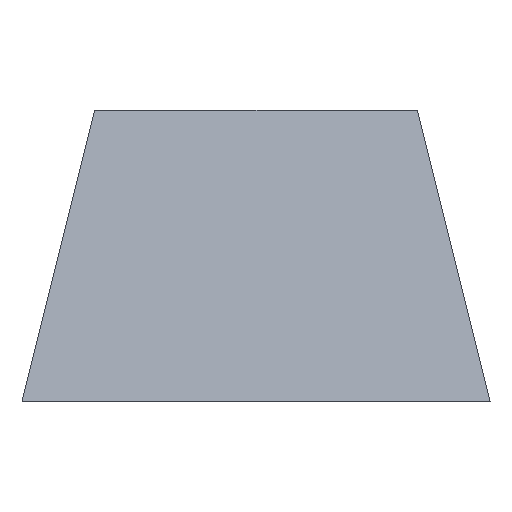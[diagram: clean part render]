
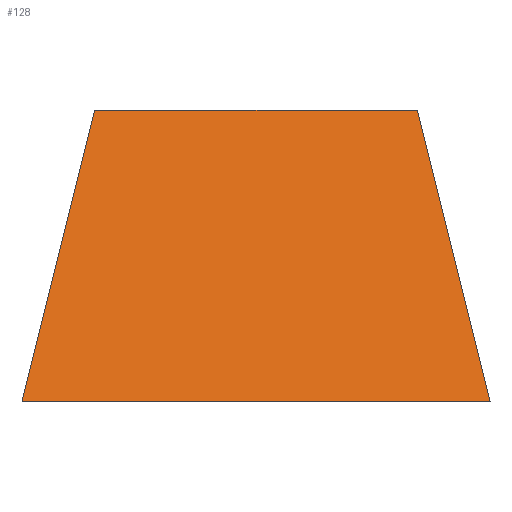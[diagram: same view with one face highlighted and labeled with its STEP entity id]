
A CAD part, left-side view. The second image highlights one B-rep face of the part: STEP entity #128.
In plain terms, the highlighted planar face has unit normal (-0.97, 0, 0.241).
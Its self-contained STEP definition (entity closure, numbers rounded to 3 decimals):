
#34=CARTESIAN_POINT('',(35.8,-31.038,11.4));
#35=VERTEX_POINT('',#34);
#50=CARTESIAN_POINT('',(32.962,-28.2,0.));
#51=VERTEX_POINT('',#50);
#58=CARTESIAN_POINT('',(32.962,-28.2,0.));
#59=DIRECTION('',(0.235,-0.235,0.943));
#60=VECTOR('',#59,12.086);
#61=LINE('',#58,#60);
#62=EDGE_CURVE('',#51,#35,#61,.T.);
#98=CARTESIAN_POINT('',(33.496,-37.35,2.145));
#99=DIRECTION('',(-0.97,0.,0.242));
#100=DIRECTION('',(0.242,0.,0.97));
#101=AXIS2_PLACEMENT_3D('',#98,#99,#100);
#102=PLANE('',#101);
#103=CARTESIAN_POINT('',(35.8,-43.663,11.4));
#104=VERTEX_POINT('',#103);
#105=CARTESIAN_POINT('',(35.8,-31.038,11.4));
#106=DIRECTION('',(-0.,-1.,-0.));
#107=VECTOR('',#106,12.625);
#108=LINE('',#105,#107);
#109=EDGE_CURVE('',#35,#104,#108,.T.);
#110=ORIENTED_EDGE('',*,*,#109,.F.);
#111=ORIENTED_EDGE('',*,*,#62,.F.);
#112=CARTESIAN_POINT('',(32.962,-46.5,0.));
#113=VERTEX_POINT('',#112);
#114=CARTESIAN_POINT('',(32.962,-28.2,0.));
#115=DIRECTION('',(-0.,-1.,-0.));
#116=VECTOR('',#115,18.3);
#117=LINE('',#114,#116);
#118=EDGE_CURVE('',#51,#113,#117,.T.);
#119=ORIENTED_EDGE('',*,*,#118,.T.);
#120=CARTESIAN_POINT('',(32.962,-46.5,0.));
#121=DIRECTION('',(0.235,0.235,0.943));
#122=VECTOR('',#121,12.086);
#123=LINE('',#120,#122);
#124=EDGE_CURVE('',#113,#104,#123,.T.);
#125=ORIENTED_EDGE('',*,*,#124,.T.);
#126=EDGE_LOOP('',(#110,#111,#119,#125));
#127=FACE_BOUND('',#126,.T.);
#128=ADVANCED_FACE('',(#127),#102,.T.);
